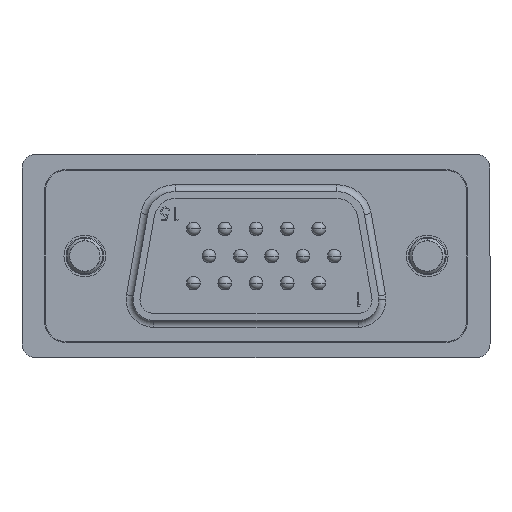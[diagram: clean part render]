
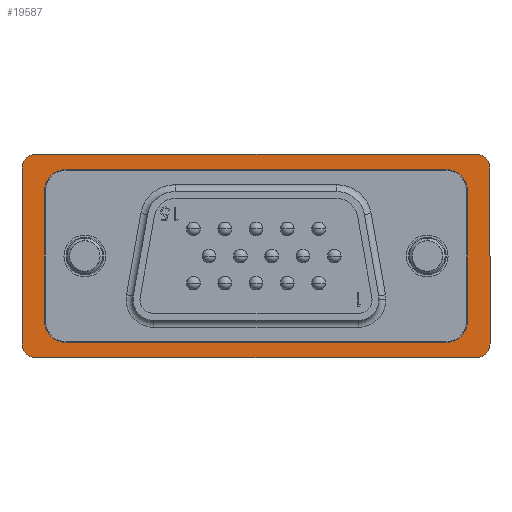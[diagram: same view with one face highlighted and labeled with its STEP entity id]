
A CAD part, front view. The second image highlights one B-rep face of the part: STEP entity #19587.
In plain terms, the highlighted face is planar.
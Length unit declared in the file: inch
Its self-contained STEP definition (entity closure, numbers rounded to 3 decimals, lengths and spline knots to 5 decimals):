
#11 = CARTESIAN_POINT ( 'NONE',  ( -0.6331, -0.292, 0.322 ) ) ;
#12 = DIRECTION ( 'NONE',  ( 1., 0., 0. ) ) ;
#13 = VECTOR ( 'NONE', #12, 39.37008 ) ;
#14 = CARTESIAN_POINT ( 'NONE',  ( -0.6725, -0.292, 0.322 ) ) ;
#15 = LINE ( 'NONE', #14, #13 ) ;
#16 = CARTESIAN_POINT ( 'NONE',  ( 0.6331, -0.292, 0.322 ) ) ;
#199 = DIRECTION ( 'NONE',  ( 0., -1., 0. ) ) ;
#200 = VECTOR ( 'NONE', #199, 39.37008 ) ;
#201 = CARTESIAN_POINT ( 'NONE',  ( -0.6075, -0.187, 0.322 ) ) ;
#202 = LINE ( 'NONE', #201, #200 ) ;
#232 = DIRECTION ( 'NONE',  ( -1., 0., 0. ) ) ;
#233 = DIRECTION ( 'NONE',  ( 0., 0., 1. ) ) ;
#234 = CARTESIAN_POINT ( 'NONE',  ( -0.6331, -0.2526, 0.322 ) ) ;
#235 = AXIS2_PLACEMENT_3D ( 'NONE', #234, #233, #232 ) ;
#236 = CIRCLE ( 'NONE', #235, 0.0394 ) ;
#237 = DIRECTION ( 'NONE',  ( -1., 0., 0. ) ) ;
#238 = DIRECTION ( 'NONE',  ( 0., 0., 1. ) ) ;
#239 = CARTESIAN_POINT ( 'NONE',  ( -0.6331, 0.2526, 0.322 ) ) ;
#240 = AXIS2_PLACEMENT_3D ( 'NONE', #239, #238, #237 ) ;
#243 = CIRCLE ( 'NONE', #240, 0.0394 ) ;
#255 = CARTESIAN_POINT ( 'NONE',  ( -0.5455, 0.249, 0.322 ) ) ;
#256 = DIRECTION ( 'NONE',  ( -1., 0., 0. ) ) ;
#257 = DIRECTION ( 'NONE',  ( 0., 0., 1. ) ) ;
#258 = CARTESIAN_POINT ( 'NONE',  ( -0.5455, 0.187, 0.322 ) ) ;
#259 = AXIS2_PLACEMENT_3D ( 'NONE', #258, #257, #256 ) ;
#260 = CIRCLE ( 'NONE', #259, 0.062 ) ;
#276 = CARTESIAN_POINT ( 'NONE',  ( 0.6725, -0.2526, 0.322 ) ) ;
#277 = CARTESIAN_POINT ( 'NONE',  ( 0.6725, 0.2526, 0.322 ) ) ;
#278 = DIRECTION ( 'NONE',  ( 0., -1., 0. ) ) ;
#279 = VECTOR ( 'NONE', #278, 39.37008 ) ;
#280 = CARTESIAN_POINT ( 'NONE',  ( 0.6725, 0.292, 0.322 ) ) ;
#281 = LINE ( 'NONE', #280, #279 ) ;
#295 = CARTESIAN_POINT ( 'NONE',  ( -0.6331, 0.292, 0.322 ) ) ;
#296 = DIRECTION ( 'NONE',  ( 1., 0., 0. ) ) ;
#297 = VECTOR ( 'NONE', #296, 39.37008 ) ;
#298 = CARTESIAN_POINT ( 'NONE',  ( -0.6725, 0.292, 0.322 ) ) ;
#299 = LINE ( 'NONE', #298, #297 ) ;
#300 = CARTESIAN_POINT ( 'NONE',  ( 0.6331, 0.292, 0.322 ) ) ;
#301 = DIRECTION ( 'NONE',  ( -1., 0., 0. ) ) ;
#302 = DIRECTION ( 'NONE',  ( 0., 0., 1. ) ) ;
#303 = CARTESIAN_POINT ( 'NONE',  ( 0.6331, 0.2526, 0.322 ) ) ;
#304 = AXIS2_PLACEMENT_3D ( 'NONE', #303, #302, #301 ) ;
#305 = CIRCLE ( 'NONE', #304, 0.0394 ) ;
#306 = DIRECTION ( 'NONE',  ( -1., 0., 0. ) ) ;
#307 = DIRECTION ( 'NONE',  ( 0., 0., 1. ) ) ;
#308 = CARTESIAN_POINT ( 'NONE',  ( 0.5455, 0.187, 0.322 ) ) ;
#309 = AXIS2_PLACEMENT_3D ( 'NONE', #308, #307, #306 ) ;
#310 = CIRCLE ( 'NONE', #309, 0.062 ) ;
#311 = CARTESIAN_POINT ( 'NONE',  ( 0.5455, 0.249, 0.322 ) ) ;
#312 = DIRECTION ( 'NONE',  ( -1., 0., 0. ) ) ;
#313 = VECTOR ( 'NONE', #312, 39.37008 ) ;
#314 = CARTESIAN_POINT ( 'NONE',  ( 0.5455, 0.249, 0.322 ) ) ;
#315 = LINE ( 'NONE', #314, #313 ) ;
#327 = DIRECTION ( 'NONE',  ( 1., 0., 0. ) ) ;
#328 = DIRECTION ( 'NONE',  ( 0., 0., 1. ) ) ;
#329 = CARTESIAN_POINT ( 'NONE',  ( -0.5455, -0.187, 0.322 ) ) ;
#330 = AXIS2_PLACEMENT_3D ( 'NONE', #329, #328, #327 ) ;
#331 = CIRCLE ( 'NONE', #330, 0.062 ) ;
#332 = DIRECTION ( 'NONE',  ( -1., 0., 0. ) ) ;
#333 = DIRECTION ( 'NONE',  ( 0., 0., -1. ) ) ;
#334 = CARTESIAN_POINT ( 'NONE',  ( -0.6725, 0.292, 0.322 ) ) ;
#335 = AXIS2_PLACEMENT_3D ( 'NONE', #334, #333, #332 ) ;
#336 = PLANE ( 'NONE',  #335 ) ;
#337 = FACE_OUTER_BOUND ( 'NONE', #19569, .T. ) ;
#338 = FACE_BOUND ( 'NONE', #19588, .T. ) ;
#344 = CARTESIAN_POINT ( 'NONE',  ( -0.5455, -0.249, 0.322 ) ) ;
#345 = CARTESIAN_POINT ( 'NONE',  ( 0.5455, -0.249, 0.322 ) ) ;
#346 = DIRECTION ( 'NONE',  ( -1., 0., 0. ) ) ;
#347 = DIRECTION ( 'NONE',  ( 0., 0., 1. ) ) ;
#348 = CARTESIAN_POINT ( 'NONE',  ( 0.5455, -0.187, 0.322 ) ) ;
#349 = AXIS2_PLACEMENT_3D ( 'NONE', #348, #347, #346 ) ;
#350 = CIRCLE ( 'NONE', #349, 0.062 ) ;
#351 = CARTESIAN_POINT ( 'NONE',  ( 0.6075, 0.187, 0.322 ) ) ;
#352 = CARTESIAN_POINT ( 'NONE',  ( 0.6075, -0.187, 0.322 ) ) ;
#353 = DIRECTION ( 'NONE',  ( 0., 1., 0. ) ) ;
#354 = VECTOR ( 'NONE', #353, 39.37008 ) ;
#355 = CARTESIAN_POINT ( 'NONE',  ( 0.6075, -0.187, 0.322 ) ) ;
#356 = LINE ( 'NONE', #355, #354 ) ;
#380 = CARTESIAN_POINT ( 'NONE',  ( -0.6725, -0.2526, 0.322 ) ) ;
#388 = CARTESIAN_POINT ( 'NONE',  ( -0.6075, -0.187, 0.322 ) ) ;
#389 = DIRECTION ( 'NONE',  ( 1., 0., 0. ) ) ;
#390 = VECTOR ( 'NONE', #389, 39.37008 ) ;
#391 = CARTESIAN_POINT ( 'NONE',  ( 0.5455, -0.249, 0.322 ) ) ;
#392 = LINE ( 'NONE', #391, #390 ) ;
#436 = DIRECTION ( 'NONE',  ( -1., 0., 0. ) ) ;
#437 = DIRECTION ( 'NONE',  ( 0., 0., 1. ) ) ;
#438 = CARTESIAN_POINT ( 'NONE',  ( 0.6331, -0.2526, 0.322 ) ) ;
#439 = AXIS2_PLACEMENT_3D ( 'NONE', #438, #437, #436 ) ;
#440 = CIRCLE ( 'NONE', #439, 0.0394 ) ;
#449 = CARTESIAN_POINT ( 'NONE',  ( -0.6725, 0.2526, 0.322 ) ) ;
#450 = DIRECTION ( 'NONE',  ( 0., -1., 0. ) ) ;
#451 = VECTOR ( 'NONE', #450, 39.37008 ) ;
#452 = CARTESIAN_POINT ( 'NONE',  ( -0.6725, 0.292, 0.322 ) ) ;
#453 = LINE ( 'NONE', #452, #451 ) ;
#19422 = VERTEX_POINT ( 'NONE', #16 ) ;
#19424 = EDGE_CURVE ( 'NONE', #19425, #19422, #15, .T. ) ;
#19425 = VERTEX_POINT ( 'NONE', #11 ) ;
#19520 = EDGE_CURVE ( 'NONE', #19521, #19625, #202, .T. ) ;
#19521 = VERTEX_POINT ( 'NONE', #35041 ) ;
#19522 = ORIENTED_EDGE ( 'NONE', *, *, #19523, .F. ) ;
#19523 = EDGE_CURVE ( 'NONE', #19524, #19521, #260, .T. ) ;
#19524 = VERTEX_POINT ( 'NONE', #255 ) ;
#19529 = ORIENTED_EDGE ( 'NONE', *, *, #19530, .T. ) ;
#19530 = EDGE_CURVE ( 'NONE', #19576, #19627, #243, .T. ) ;
#19531 = ORIENTED_EDGE ( 'NONE', *, *, #19626, .T. ) ;
#19532 = ORIENTED_EDGE ( 'NONE', *, *, #19533, .T. ) ;
#19533 = EDGE_CURVE ( 'NONE', #19598, #19425, #236, .T. ) ;
#19544 = EDGE_CURVE ( 'NONE', #19545, #19546, #281, .T. ) ;
#19545 = VERTEX_POINT ( 'NONE', #277 ) ;
#19546 = VERTEX_POINT ( 'NONE', #276 ) ;
#19564 = ORIENTED_EDGE ( 'NONE', *, *, #19565, .F. ) ;
#19565 = EDGE_CURVE ( 'NONE', #19566, #19524, #315, .T. ) ;
#19566 = VERTEX_POINT ( 'NONE', #311 ) ;
#19567 = ORIENTED_EDGE ( 'NONE', *, *, #19568, .F. ) ;
#19568 = EDGE_CURVE ( 'NONE', #19580, #19566, #310, .T. ) ;
#19569 = EDGE_LOOP ( 'NONE', ( #19632, #19633, #19570, #19571, #19574, #19529, #19531, #19532 ) ) ;
#19570 = ORIENTED_EDGE ( 'NONE', *, *, #19544, .F. ) ;
#19571 = ORIENTED_EDGE ( 'NONE', *, *, #19572, .T. ) ;
#19572 = EDGE_CURVE ( 'NONE', #19545, #19573, #305, .T. ) ;
#19573 = VERTEX_POINT ( 'NONE', #300 ) ;
#19574 = ORIENTED_EDGE ( 'NONE', *, *, #19575, .F. ) ;
#19575 = EDGE_CURVE ( 'NONE', #19576, #19573, #299, .T. ) ;
#19576 = VERTEX_POINT ( 'NONE', #295 ) ;
#19577 = ORIENTED_EDGE ( 'NONE', *, *, #19578, .F. ) ;
#19578 = EDGE_CURVE ( 'NONE', #19579, #19580, #356, .T. ) ;
#19579 = VERTEX_POINT ( 'NONE', #352 ) ;
#19580 = VERTEX_POINT ( 'NONE', #351 ) ;
#19581 = ORIENTED_EDGE ( 'NONE', *, *, #19582, .F. ) ;
#19582 = EDGE_CURVE ( 'NONE', #19583, #19579, #350, .T. ) ;
#19583 = VERTEX_POINT ( 'NONE', #345 ) ;
#19584 = VERTEX_POINT ( 'NONE', #344 ) ;
#19587 = ADVANCED_FACE ( 'NONE', ( #338, #337 ), #336, .F. ) ;
#19588 = EDGE_LOOP ( 'NONE', ( #19577, #19581, #19623, #19589, #19591, #19522, #19564, #19567 ) ) ;
#19589 = ORIENTED_EDGE ( 'NONE', *, *, #19590, .F. ) ;
#19590 = EDGE_CURVE ( 'NONE', #19625, #19584, #331, .T. ) ;
#19591 = ORIENTED_EDGE ( 'NONE', *, *, #19520, .F. ) ;
#19598 = VERTEX_POINT ( 'NONE', #380 ) ;
#19623 = ORIENTED_EDGE ( 'NONE', *, *, #19624, .F. ) ;
#19624 = EDGE_CURVE ( 'NONE', #19584, #19583, #392, .T. ) ;
#19625 = VERTEX_POINT ( 'NONE', #388 ) ;
#19626 = EDGE_CURVE ( 'NONE', #19627, #19598, #453, .T. ) ;
#19627 = VERTEX_POINT ( 'NONE', #449 ) ;
#19632 = ORIENTED_EDGE ( 'NONE', *, *, #19424, .T. ) ;
#19633 = ORIENTED_EDGE ( 'NONE', *, *, #19634, .T. ) ;
#19634 = EDGE_CURVE ( 'NONE', #19422, #19546, #440, .T. ) ;
#35041 = CARTESIAN_POINT ( 'NONE',  ( -0.6075, 0.187, 0.322 ) ) ;
